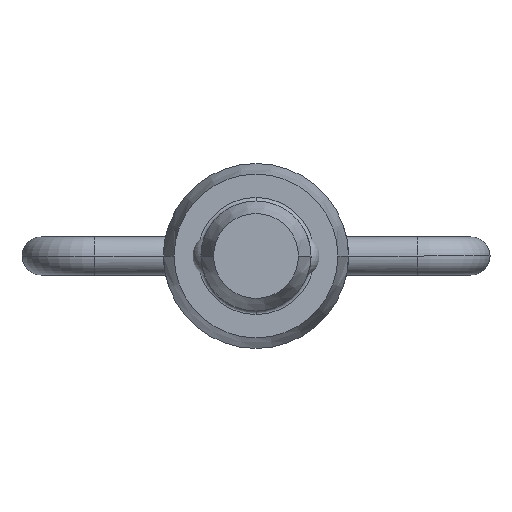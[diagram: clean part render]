
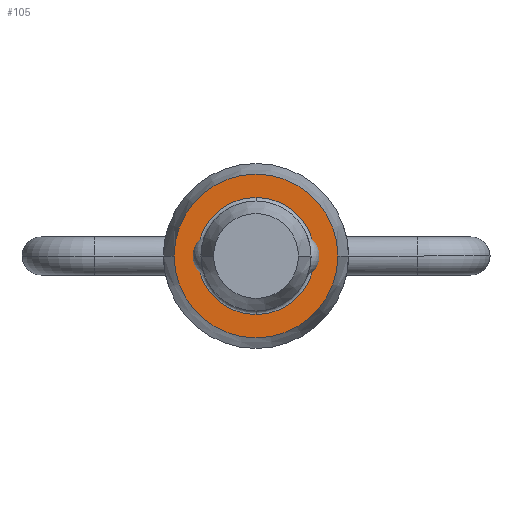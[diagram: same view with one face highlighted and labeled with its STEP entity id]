
A CAD part, front view. The second image highlights one B-rep face of the part: STEP entity #105.
In plain terms, the highlighted planar face has unit normal (0, -1, 0).
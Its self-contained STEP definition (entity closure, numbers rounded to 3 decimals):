
#105=ADVANCED_FACE('',(#225,#226),#227,.T.);
#225=FACE_OUTER_BOUND('',#358,.T.);
#226=FACE_BOUND('',#359,.T.);
#227=PLANE('',#360);
#358=EDGE_LOOP('',(#603,#604));
#359=EDGE_LOOP('',(#605,#606,#607));
#360=AXIS2_PLACEMENT_3D('',#608,#609,#610);
#603=ORIENTED_EDGE('',*,*,#834,.T.);
#604=ORIENTED_EDGE('',*,*,#888,.T.);
#605=ORIENTED_EDGE('',*,*,#850,.T.);
#606=ORIENTED_EDGE('',*,*,#843,.T.);
#607=ORIENTED_EDGE('',*,*,#851,.T.);
#608=CARTESIAN_POINT('',(-4.355,0.0,0.0));
#609=DIRECTION('',(0.,-1.0,0.0));
#610=DIRECTION('',(1.0,0.,0.0));
#834=EDGE_CURVE('',#1007,#1009,#1011,.T.);
#843=EDGE_CURVE('',#1017,#1023,#1025,.T.);
#850=EDGE_CURVE('',#1034,#1017,#1035,.T.);
#851=EDGE_CURVE('',#1023,#1034,#1036,.T.);
#888=EDGE_CURVE('',#1009,#1007,#1088,.T.);
#1007=VERTEX_POINT('',#1254);
#1009=VERTEX_POINT('',#1257);
#1011=CIRCLE('',#1260,4.722);
#1017=VERTEX_POINT('',#1266);
#1023=VERTEX_POINT('',#1272);
#1025=CIRCLE('',#1274,3.375);
#1034=VERTEX_POINT('',#1285);
#1035=CIRCLE('',#1286,3.375);
#1036=CIRCLE('',#1287,3.375);
#1088=CIRCLE('',#1453,4.722);
#1254=CARTESIAN_POINT('',(-4.722,0.0,0.0));
#1257=CARTESIAN_POINT('',(4.722,0.,0.));
#1260=AXIS2_PLACEMENT_3D('',#1626,#1627,#1628);
#1266=CARTESIAN_POINT('',(0.,0.,3.375));
#1272=CARTESIAN_POINT('',(0.,0.,-3.375));
#1274=AXIS2_PLACEMENT_3D('',#1647,#1648,#1649);
#1285=CARTESIAN_POINT('',(-3.375,0.0,0.0));
#1286=AXIS2_PLACEMENT_3D('',#1658,#1659,#1660);
#1287=AXIS2_PLACEMENT_3D('',#1661,#1662,#1663);
#1453=AXIS2_PLACEMENT_3D('',#1703,#1704,#1705);
#1626=CARTESIAN_POINT('',(0.,0.0,0.));
#1627=DIRECTION('',(0.,-1.0,0.0));
#1628=DIRECTION('',(-1.0,0.,0.0));
#1647=CARTESIAN_POINT('',(0.,0.0,0.0));
#1648=DIRECTION('',(0.,1.0,0.0));
#1649=DIRECTION('',(-1.0,0.,0.0));
#1658=CARTESIAN_POINT('',(0.,0.0,0.0));
#1659=DIRECTION('',(0.,1.0,0.0));
#1660=DIRECTION('',(-1.0,0.,0.0));
#1661=CARTESIAN_POINT('',(0.,0.0,0.0));
#1662=DIRECTION('',(0.,1.0,0.0));
#1663=DIRECTION('',(-1.0,0.,0.0));
#1703=CARTESIAN_POINT('',(0.,0.0,0.));
#1704=DIRECTION('',(0.,-1.0,0.0));
#1705=DIRECTION('',(-1.0,0.,0.0));
